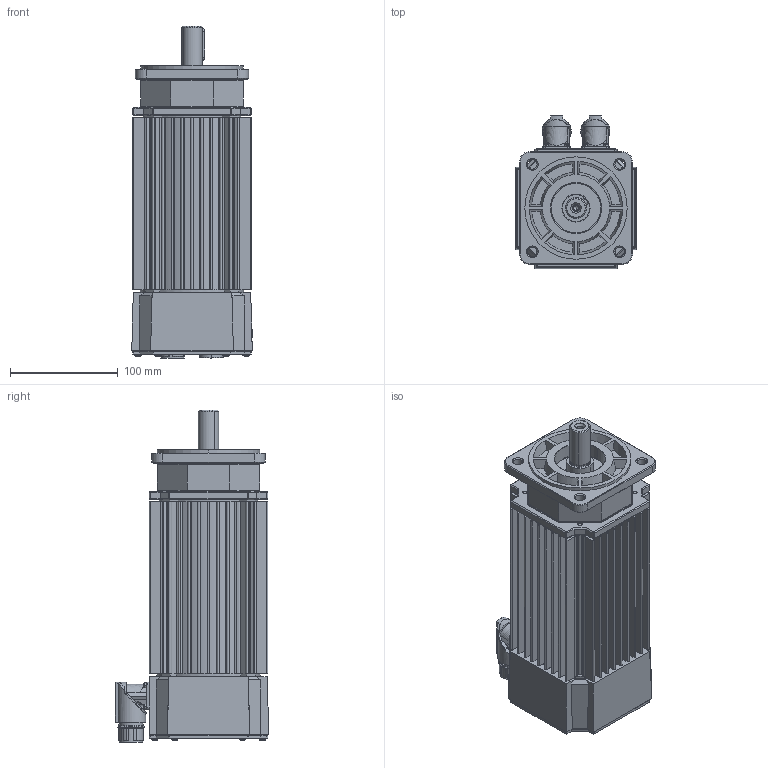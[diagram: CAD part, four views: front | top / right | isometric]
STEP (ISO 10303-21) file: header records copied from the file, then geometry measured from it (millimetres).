
FILE_DESCRIPTION((''),'2;1');
FILE_NAME('BL-115 - Basic 0E.stp','2014-03-31T14:36:15',('arodrigo'),(''),'Autodesk Inventor 9','Autodesk Inventor 9','');
FILE_SCHEMA(('AUTOMOTIVE_DESIGN { 1 0 10303 214 1 1 1 1 }'));
Length unit declared in the file: millimetre
Products named in the file (1): Pieza1
Bounding box: 111.8 x 142.43 x 308.13 mm (x, y, z)
Volume: 2442765.5 mm3; surface area: 321951.7 mm2
Topology: 14 solids, 14 shells, 1752 faces, 4738 edges, 2939 vertices
Faces by surface type: plane 741, cylinder 566, bspline 213, cone 94, torus 76, sphere 62
Entity records: 58357 total; most frequent: CARTESIAN_POINT 14489, DIRECTION 9448, ORIENTED_EDGE 9192, EDGE_CURVE 4596, AXIS2_PLACEMENT_3D 3582, VERTEX_POINT 2939, VECTOR 2284, LINE 2284
